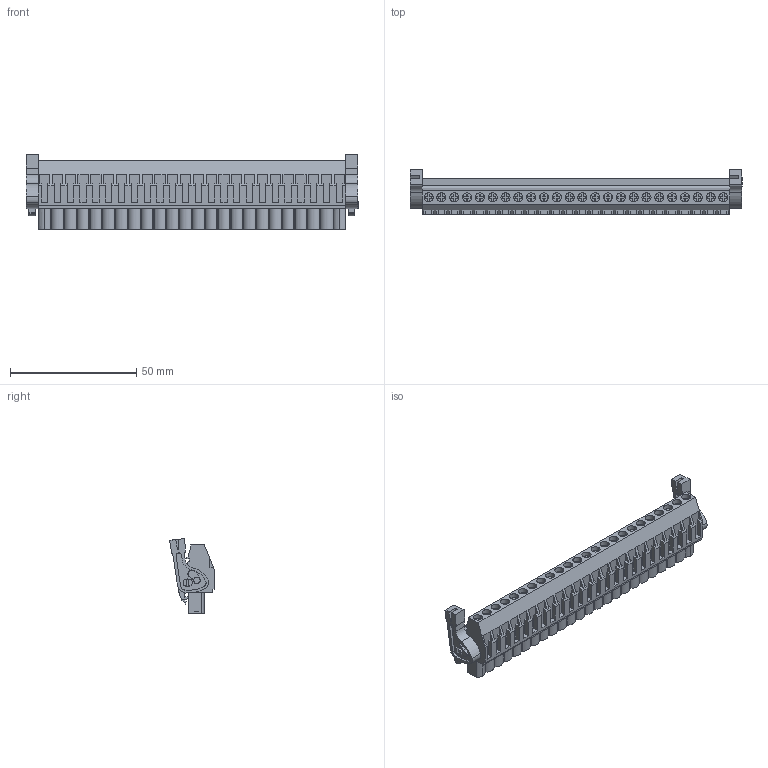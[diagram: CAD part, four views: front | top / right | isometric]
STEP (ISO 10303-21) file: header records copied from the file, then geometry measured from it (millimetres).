
FILE_DESCRIPTION(('CATIA V5 STEP','CAx-IF Rec.Pracs.--- Model Styling and Organization---1.2---2011-12-15'),'2;1');
FILE_NAME ('D1448374_0_1087470000_1087470000.stp','2017-09-09T07:07:42+00:00',('none'),('Weidmueller'),'CATIA Version 5-6 Release 2014','CATIA V5 STEP AP214','none');
FILE_SCHEMA(('AUTOMOTIVE_DESIGN { 1 0 10303 214 1 1 1 1 }'));
Length unit declared in the file: millimetre
Products named in the file (1): 1087470000
Bounding box: 131.62 x 17.69 x 29.65 mm (x, y, z)
Volume: 28946.7 mm3; surface area: 17577.8 mm2
Topology: 27 solids, 27 shells, 1694 faces, 4687 edges, 3156 vertices
Faces by surface type: plane 1408, cylinder 282, extrusion 4
Entity records: 50709 total; most frequent: CARTESIAN_POINT 9747, ORIENTED_EDGE 9374, DIRECTION 6809, EDGE_CURVE 4687, VECTOR 4003, LINE 3999, VERTEX_POINT 3156, EDGE_LOOP 1811
